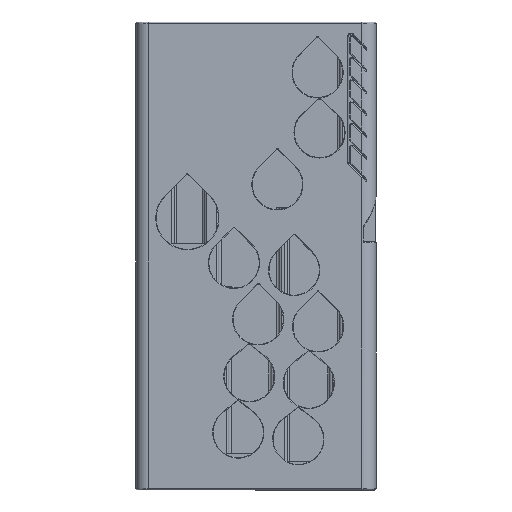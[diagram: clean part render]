
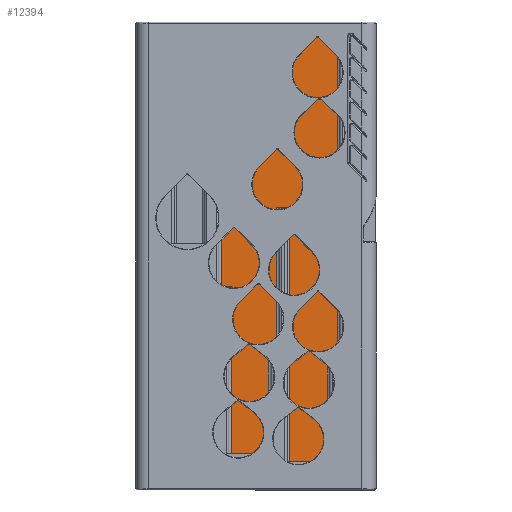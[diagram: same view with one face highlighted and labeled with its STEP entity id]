
A CAD part, front view. The second image highlights one B-rep face of the part: STEP entity #12394.
In plain terms, the highlighted planar face has unit normal (0, -1, 0).
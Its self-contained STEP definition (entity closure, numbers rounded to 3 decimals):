
#1901=PLANE('',#13321);
#2598=FACE_OUTER_BOUND('',#3354,.T.);
#3354=EDGE_LOOP('',(#11563,#11564,#11565,#11566,#11567,#11568,#11569,#11570,
#11571,#11572,#11573,#11574,#11575,#11576));
#4049=LINE('',#27979,#4769);
#4077=LINE('',#28221,#4797);
#4078=LINE('',#28224,#4798);
#4079=LINE('',#28231,#4799);
#4080=LINE('',#28233,#4800);
#4081=LINE('',#28235,#4801);
#4082=LINE('',#28237,#4802);
#4083=LINE('',#28239,#4803);
#4084=LINE('',#28241,#4804);
#4085=LINE('',#28243,#4805);
#4086=LINE('',#28245,#4806);
#4087=LINE('',#28247,#4807);
#4088=LINE('',#28249,#4808);
#4089=LINE('',#28250,#4809);
#4769=VECTOR('',#15658,10.);
#4797=VECTOR('',#15832,10.);
#4798=VECTOR('',#15835,10.);
#4799=VECTOR('',#15844,10.);
#4800=VECTOR('',#15845,10.);
#4801=VECTOR('',#15846,10.);
#4802=VECTOR('',#15847,10.);
#4803=VECTOR('',#15848,10.);
#4804=VECTOR('',#15849,10.);
#4805=VECTOR('',#15850,10.);
#4806=VECTOR('',#15851,10.);
#4807=VECTOR('',#15852,10.);
#4808=VECTOR('',#15853,10.);
#4809=VECTOR('',#15854,10.);
#5977=VERTEX_POINT('',#27976);
#5978=VERTEX_POINT('',#27978);
#6005=VERTEX_POINT('',#28218);
#6006=VERTEX_POINT('',#28223);
#6008=VERTEX_POINT('',#28230);
#6009=VERTEX_POINT('',#28232);
#6010=VERTEX_POINT('',#28234);
#6011=VERTEX_POINT('',#28236);
#6012=VERTEX_POINT('',#28238);
#6013=VERTEX_POINT('',#28240);
#6014=VERTEX_POINT('',#28242);
#6015=VERTEX_POINT('',#28244);
#6016=VERTEX_POINT('',#28246);
#6017=VERTEX_POINT('',#28248);
#7808=EDGE_CURVE('',#5977,#5978,#4049,.T.);
#7869=EDGE_CURVE('',#5978,#6005,#4077,.T.);
#7870=EDGE_CURVE('',#6006,#6005,#4078,.T.);
#7874=EDGE_CURVE('',#6008,#5977,#4079,.T.);
#7875=EDGE_CURVE('',#6008,#6009,#4080,.T.);
#7876=EDGE_CURVE('',#6010,#6009,#4081,.T.);
#7877=EDGE_CURVE('',#6010,#6011,#4082,.T.);
#7878=EDGE_CURVE('',#6012,#6011,#4083,.T.);
#7879=EDGE_CURVE('',#6012,#6013,#4084,.T.);
#7880=EDGE_CURVE('',#6014,#6013,#4085,.T.);
#7881=EDGE_CURVE('',#6014,#6015,#4086,.T.);
#7882=EDGE_CURVE('',#6016,#6015,#4087,.T.);
#7883=EDGE_CURVE('',#6016,#6017,#4088,.T.);
#7884=EDGE_CURVE('',#6006,#6017,#4089,.T.);
#11563=ORIENTED_EDGE('',*,*,#7869,.F.);
#11564=ORIENTED_EDGE('',*,*,#7808,.F.);
#11565=ORIENTED_EDGE('',*,*,#7874,.F.);
#11566=ORIENTED_EDGE('',*,*,#7875,.T.);
#11567=ORIENTED_EDGE('',*,*,#7876,.F.);
#11568=ORIENTED_EDGE('',*,*,#7877,.T.);
#11569=ORIENTED_EDGE('',*,*,#7878,.F.);
#11570=ORIENTED_EDGE('',*,*,#7879,.T.);
#11571=ORIENTED_EDGE('',*,*,#7880,.F.);
#11572=ORIENTED_EDGE('',*,*,#7881,.T.);
#11573=ORIENTED_EDGE('',*,*,#7882,.F.);
#11574=ORIENTED_EDGE('',*,*,#7883,.T.);
#11575=ORIENTED_EDGE('',*,*,#7884,.F.);
#11576=ORIENTED_EDGE('',*,*,#7870,.T.);
#12394=ADVANCED_FACE('',(#2598),#1901,.F.);
#13321=AXIS2_PLACEMENT_3D('',#28229,#15842,#15843);
#15658=DIRECTION('',(1.,0.,0.));
#15832=DIRECTION('',(0.,0.,-1.));
#15835=DIRECTION('',(1.,0.,0.));
#15842=DIRECTION('center_axis',(0.,1.,0.));
#15843=DIRECTION('ref_axis',(1.,0.,0.));
#15844=DIRECTION('',(0.,0.,1.));
#15845=DIRECTION('',(1.,0.,0.));
#15846=DIRECTION('',(0.,0.,1.));
#15847=DIRECTION('',(1.,0.,0.));
#15848=DIRECTION('',(0.,0.,-1.));
#15849=DIRECTION('',(1.,0.,0.));
#15850=DIRECTION('',(0.,0.,-1.));
#15851=DIRECTION('',(1.,0.,0.));
#15852=DIRECTION('',(0.,0.,1.));
#15853=DIRECTION('',(1.,0.,0.));
#15854=DIRECTION('',(0.,0.,-1.));
#27976=CARTESIAN_POINT('',(50.58,-9.506,226.587));
#27978=CARTESIAN_POINT('',(108.18,-9.506,226.587));
#27979=CARTESIAN_POINT('',(100.38,-9.506,226.587));
#28218=CARTESIAN_POINT('',(108.18,-9.506,64.087));
#28221=CARTESIAN_POINT('',(108.18,-9.506,226.587));
#28223=CARTESIAN_POINT('',(103.18,-9.506,64.087));
#28224=CARTESIAN_POINT('',(92.38,-9.506,64.087));
#28229=CARTESIAN_POINT('Origin',(83.38,-9.506,226.587));
#28230=CARTESIAN_POINT('',(50.58,-9.506,95.587));
#28231=CARTESIAN_POINT('',(50.58,-9.506,226.587));
#28232=CARTESIAN_POINT('',(55.58,-9.506,95.587));
#28233=CARTESIAN_POINT('',(49.38,-9.506,95.587));
#28234=CARTESIAN_POINT('',(55.58,-9.506,12.587));
#28235=CARTESIAN_POINT('',(55.58,-9.506,226.587));
#28236=CARTESIAN_POINT('',(74.18,-9.506,12.587));
#28237=CARTESIAN_POINT('',(54.38,-9.506,12.587));
#28238=CARTESIAN_POINT('',(74.18,-9.506,67.587));
#28239=CARTESIAN_POINT('',(74.18,-9.506,226.587));
#28240=CARTESIAN_POINT('',(78.18,-9.506,67.587));
#28241=CARTESIAN_POINT('',(63.38,-9.506,67.587));
#28242=CARTESIAN_POINT('',(78.18,-9.506,134.587));
#28243=CARTESIAN_POINT('',(78.18,-9.506,226.587));
#28244=CARTESIAN_POINT('',(84.58,-9.506,134.587));
#28245=CARTESIAN_POINT('',(73.38,-9.506,134.587));
#28246=CARTESIAN_POINT('',(84.58,-9.506,8.587));
#28247=CARTESIAN_POINT('',(84.58,-9.506,226.587));
#28248=CARTESIAN_POINT('',(103.18,-9.506,8.587));
#28249=CARTESIAN_POINT('',(83.38,-9.506,8.587));
#28250=CARTESIAN_POINT('',(103.18,-9.506,226.587));
